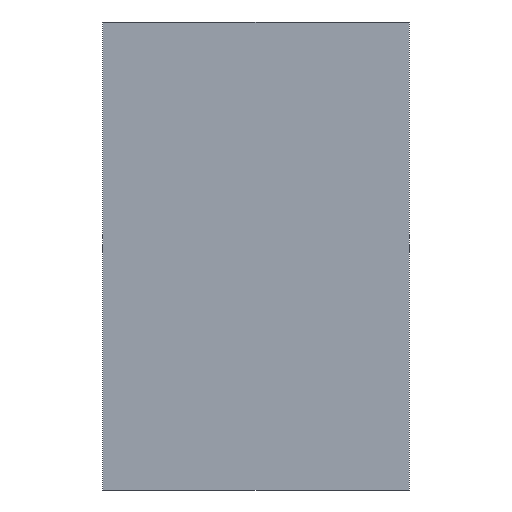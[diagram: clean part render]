
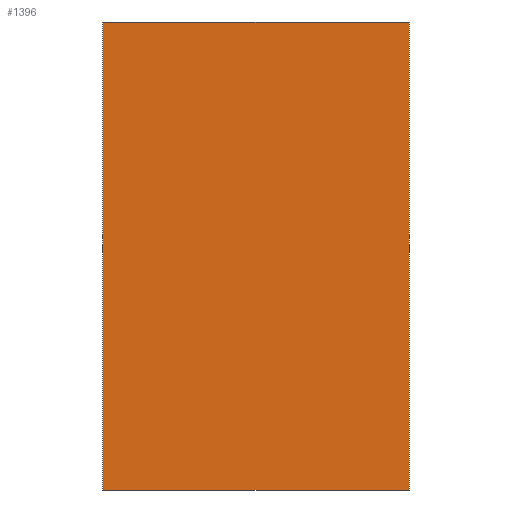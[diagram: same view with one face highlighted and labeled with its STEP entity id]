
A CAD part, front view. The second image highlights one B-rep face of the part: STEP entity #1396.
In plain terms, the highlighted planar face has unit normal (0, -1, 0).
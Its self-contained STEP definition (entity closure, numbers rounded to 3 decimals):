
#157 = CARTESIAN_POINT ( 'NONE',  ( 0., 0., 0. ) ) ;
#259 = DIRECTION ( 'NONE',  ( 0., 0., -1. ) ) ;
#355 = VERTEX_POINT ( 'NONE', #426 ) ;
#394 = DIRECTION ( 'NONE',  ( 0., 0., -1. ) ) ;
#405 = DIRECTION ( 'NONE',  ( 0., 0., 1. ) ) ;
#426 = CARTESIAN_POINT ( 'NONE',  ( 0., 0., 0. ) ) ;
#581 = FACE_OUTER_BOUND ( 'NONE', #4061, .T. ) ;
#652 = LINE ( 'NONE', #2813, #3503 ) ;
#749 = EDGE_CURVE ( 'NONE', #355, #4302, #2188, .T. ) ;
#805 = EDGE_CURVE ( 'NONE', #3276, #355, #2638, .T. ) ;
#843 = ORIENTED_EDGE ( 'NONE', *, *, #3197, .F. ) ;
#935 = VECTOR ( 'NONE', #405, 1000. ) ;
#1189 = AXIS2_PLACEMENT_3D ( 'NONE', #157, #1270, #259 ) ;
#1230 = ORIENTED_EDGE ( 'NONE', *, *, #805, .F. ) ;
#1235 = LINE ( 'NONE', #2517, #2941 ) ;
#1270 = DIRECTION ( 'NONE',  ( 0., -1., 0. ) ) ;
#1396 = ADVANCED_FACE ( 'NONE', ( #581 ), #1488, .T. ) ;
#1488 = PLANE ( 'NONE',  #1189 ) ;
#2188 = LINE ( 'NONE', #2659, #3900 ) ;
#2302 = CARTESIAN_POINT ( 'NONE',  ( 3.7, 0., 0. ) ) ;
#2517 = CARTESIAN_POINT ( 'NONE',  ( 0., 0., -5.65 ) ) ;
#2638 = LINE ( 'NONE', #2985, #935 ) ;
#2659 = CARTESIAN_POINT ( 'NONE',  ( 0., 0., 0. ) ) ;
#2813 = CARTESIAN_POINT ( 'NONE',  ( 3.7, 0., 0. ) ) ;
#2941 = VECTOR ( 'NONE', #3205, 1000. ) ;
#2951 = CARTESIAN_POINT ( 'NONE',  ( 3.7, 0., -5.65 ) ) ;
#2985 = CARTESIAN_POINT ( 'NONE',  ( 0., 0., 0. ) ) ;
#3118 = CARTESIAN_POINT ( 'NONE',  ( 0., 0., -5.65 ) ) ;
#3197 = EDGE_CURVE ( 'NONE', #4302, #4331, #652, .T. ) ;
#3205 = DIRECTION ( 'NONE',  ( -1., 0., 0. ) ) ;
#3276 = VERTEX_POINT ( 'NONE', #3118 ) ;
#3503 = VECTOR ( 'NONE', #394, 1000. ) ;
#3900 = VECTOR ( 'NONE', #4017, 1000. ) ;
#4017 = DIRECTION ( 'NONE',  ( 1., 0., 0. ) ) ;
#4061 = EDGE_LOOP ( 'NONE', ( #1230, #4204, #843, #4098 ) ) ;
#4098 = ORIENTED_EDGE ( 'NONE', *, *, #749, .F. ) ;
#4204 = ORIENTED_EDGE ( 'NONE', *, *, #4209, .F. ) ;
#4209 = EDGE_CURVE ( 'NONE', #4331, #3276, #1235, .T. ) ;
#4302 = VERTEX_POINT ( 'NONE', #2302 ) ;
#4331 = VERTEX_POINT ( 'NONE', #2951 ) ;
